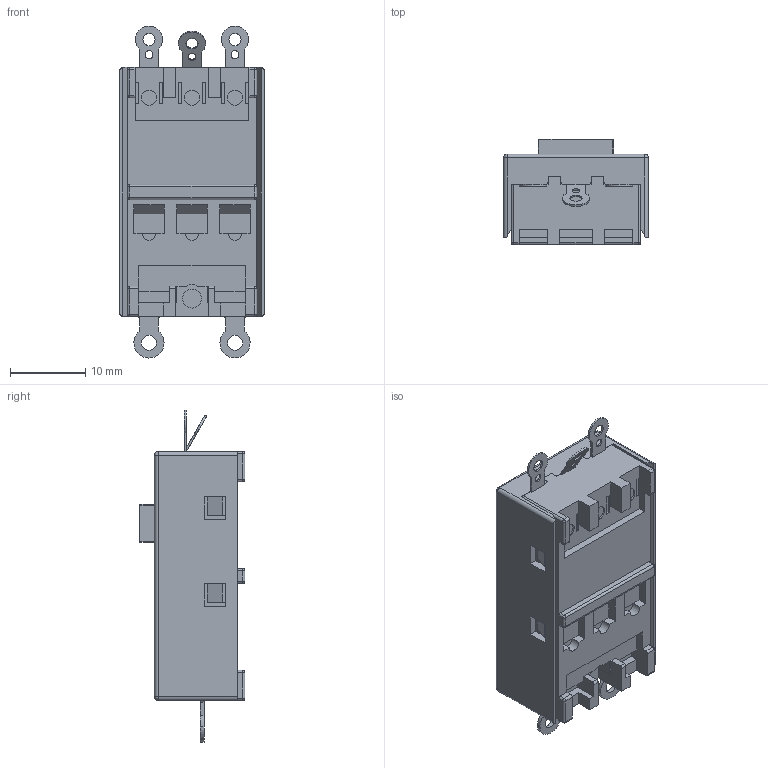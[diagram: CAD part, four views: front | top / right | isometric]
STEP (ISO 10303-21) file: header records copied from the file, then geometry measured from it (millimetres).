
FILE_DESCRIPTION (( 'STEP AP214' ), '1' );
FILE_NAME ('VSA53D.STEP', '2020-04-07T23:42:30', ( '' ), ( '' ), 'SwSTEP 2.0', 'SolidWorks 2018', '' );
FILE_SCHEMA (( 'AUTOMOTIVE_DESIGN' ));
Length unit declared in the file: millimetre
Products named in the file (1): VSA53D
Bounding box: 19.2 x 14 x 44 mm (x, y, z)
Volume: 6583.7 mm3; surface area: 6647.8 mm2
Topology: 9 solids, 9 shells, 449 faces, 1170 edges, 738 vertices
Faces by surface type: plane 308, cylinder 111, bspline 20, cone 10
Entity records: 18765 total; most frequent: CARTESIAN_POINT 2686, ORIENTED_EDGE 2300, DIRECTION 2228, EDGE_CURVE 1150, LINE 904, VECTOR 904, VERTEX_POINT 738, AXIS2_PLACEMENT_3D 662
